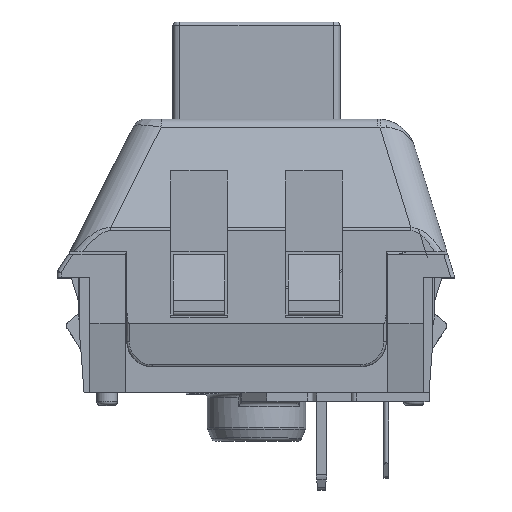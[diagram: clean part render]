
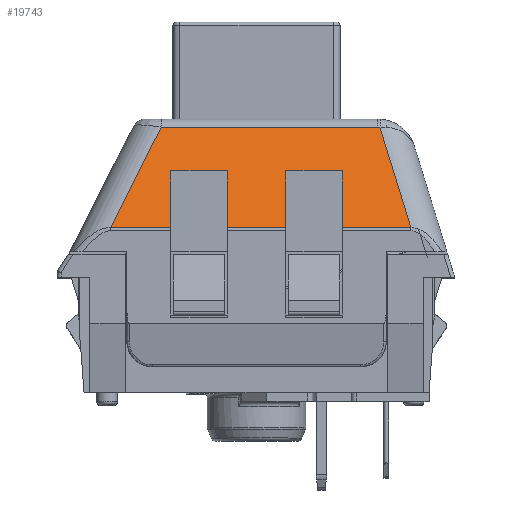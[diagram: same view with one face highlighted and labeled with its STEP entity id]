
A CAD part, top view. The second image highlights one B-rep face of the part: STEP entity #19743.
In plain terms, the highlighted planar face has unit normal (0, 0.367, 0.93).
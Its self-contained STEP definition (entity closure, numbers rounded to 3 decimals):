
#612=DIRECTION('',(-1.,0.,0.));
#613=VECTOR('',#612,8.479);
#614=CARTESIAN_POINT('',(12.542,12.284,-1.575));
#615=LINE('',#614,#613);
#1192=DIRECTION('',(1.,0.,0.));
#1193=VECTOR('',#1192,2.358);
#1194=CARTESIAN_POINT('',(2.092,8.341,
-0.021));
#1195=LINE('',#1194,#1193);
#1201=DIRECTION('',(0.422,0.844,-0.333));
#1202=VECTOR('',#1201,4.674);
#1203=CARTESIAN_POINT('',(2.092,8.341,
-0.021));
#1204=LINE('',#1203,#1202);
#1205=CARTESIAN_POINT('',(12.542,11.418,-1.234));
#1206=DIRECTION('',(0.,-0.367,-0.93));
#1207=DIRECTION('',(0.,0.93,-0.367));
#1208=AXIS2_PLACEMENT_3D('',#1205,#1206,#1207);
#1210=DIRECTION('',(0.275,-0.894,0.353));
#1211=VECTOR('',#1210,4.404);
#1212=CARTESIAN_POINT('',(12.628,12.28,-1.574));
#1213=LINE('',#1212,#1211);
#12160=DIRECTION('',(1.,0.,0.));
#12161=VECTOR('',#12160,2.69);
#12162=CARTESIAN_POINT('',(11.15,8.341,-0.021));
#12163=LINE('',#12162,#12161);
#12194=DIRECTION('',(0.,-0.93,0.367));
#12195=VECTOR('',#12194,2.397);
#12196=CARTESIAN_POINT('',(11.15,10.571,-0.9));
#12197=LINE('',#12196,#12195);
#12470=DIRECTION('',(0.,0.93,-0.367));
#12471=VECTOR('',#12470,2.397);
#12472=CARTESIAN_POINT('',(8.95,8.341,-0.021));
#12473=LINE('',#12472,#12471);
#12490=DIRECTION('',(1.,0.,0.));
#12491=VECTOR('',#12490,2.3);
#12492=CARTESIAN_POINT('',(6.65,8.341,-0.021));
#12493=LINE('',#12492,#12491);
#12503=DIRECTION('',(0.,-0.93,0.367));
#12504=VECTOR('',#12503,2.397);
#12505=CARTESIAN_POINT('',(6.65,10.571,-0.9));
#12506=LINE('',#12505,#12504);
#12524=DIRECTION('',(0.,0.93,-0.367));
#12525=VECTOR('',#12524,2.397);
#12526=CARTESIAN_POINT('',(4.45,8.341,-0.021));
#12527=LINE('',#12526,#12525);
#12532=DIRECTION('',(1.,0.,0.));
#12533=VECTOR('',#12532,2.2);
#12534=CARTESIAN_POINT('',(4.45,10.571,-0.9));
#12535=LINE('',#12534,#12533);
#12536=DIRECTION('',(1.,0.,0.));
#12537=VECTOR('',#12536,2.2);
#12538=CARTESIAN_POINT('',(8.95,10.571,-0.9));
#12539=LINE('',#12538,#12537);
#16667=CARTESIAN_POINT('',(12.628,12.28,
-1.574));
#16668=VERTEX_POINT('',#16667);
#16669=CARTESIAN_POINT('',(2.092,8.341,
-0.021));
#16670=CARTESIAN_POINT('',(4.063,12.284,
-1.575));
#16671=VERTEX_POINT('',#16669);
#16672=VERTEX_POINT('',#16670);
#16673=CARTESIAN_POINT('',(12.542,12.284,
-1.575));
#16674=VERTEX_POINT('',#16673);
#16675=CARTESIAN_POINT('',(13.84,8.341,
-0.021));
#16676=VERTEX_POINT('',#16675);
#16683=CARTESIAN_POINT('',(4.45,8.341,-0.021));
#16684=VERTEX_POINT('',#16683);
#16687=CARTESIAN_POINT('',(4.45,10.571,-0.9));
#16688=VERTEX_POINT('',#16687);
#16691=CARTESIAN_POINT('',(6.65,10.571,-0.9));
#16692=VERTEX_POINT('',#16691);
#16696=CARTESIAN_POINT('',(11.15,10.571,-0.9));
#16698=VERTEX_POINT('',#16696);
#16699=CARTESIAN_POINT('',(8.95,10.571,-0.9));
#16701=VERTEX_POINT('',#16699);
#16703=CARTESIAN_POINT('',(6.65,8.341,-0.021));
#16704=VERTEX_POINT('',#16703);
#16709=CARTESIAN_POINT('',(8.95,8.341,-0.021));
#16710=VERTEX_POINT('',#16709);
#16964=CARTESIAN_POINT('',(11.15,8.341,-0.021));
#16965=VERTEX_POINT('',#16964);
#19714=CARTESIAN_POINT('',(7.966,10.313,
-0.798));
#19715=DIRECTION('',(0.,0.367,0.93));
#19716=DIRECTION('',(0.,0.93,-0.367));
#19717=AXIS2_PLACEMENT_3D('',#19714,#19715,#19716);
#19718=PLANE('',#19717);
#19720=ORIENTED_EDGE('',*,*,#19719,.T.);
#19721=ORIENTED_EDGE('',*,*,#18481,.F.);
#19722=ORIENTED_EDGE('',*,*,#18497,.T.);
#19723=ORIENTED_EDGE('',*,*,#19596,.T.);
#19725=ORIENTED_EDGE('',*,*,#19724,.F.);
#19727=ORIENTED_EDGE('',*,*,#19726,.F.);
#19729=ORIENTED_EDGE('',*,*,#19728,.F.);
#19731=ORIENTED_EDGE('',*,*,#19730,.F.);
#19733=ORIENTED_EDGE('',*,*,#19732,.F.);
#19735=ORIENTED_EDGE('',*,*,#19734,.F.);
#19737=ORIENTED_EDGE('',*,*,#19736,.F.);
#19739=ORIENTED_EDGE('',*,*,#19738,.F.);
#19740=ORIENTED_EDGE('',*,*,#19704,.F.);
#19741=EDGE_LOOP('',(#19720,#19721,#19722,#19723,#19725,#19727,#19729,#19731,
#19733,#19735,#19737,#19739,#19740));
#19742=FACE_OUTER_BOUND('',#19741,.F.);
#19743=ADVANCED_FACE('',(#19742),#19718,.T.);
#1209=CIRCLE('',#1208,0.931);
#18481=EDGE_CURVE('',#16674,#16672,#615,.T.);
#18497=EDGE_CURVE('',#16674,#16668,#1209,.T.);
#19596=EDGE_CURVE('',#16668,#16676,#1213,.T.);
#19704=EDGE_CURVE('',#16671,#16684,#1195,.T.);
#19719=EDGE_CURVE('',#16671,#16672,#1204,.T.);
#19724=EDGE_CURVE('',#16965,#16676,#12163,.T.);
#19726=EDGE_CURVE('',#16698,#16965,#12197,.T.);
#19728=EDGE_CURVE('',#16701,#16698,#12539,.T.);
#19730=EDGE_CURVE('',#16710,#16701,#12473,.T.);
#19732=EDGE_CURVE('',#16704,#16710,#12493,.T.);
#19734=EDGE_CURVE('',#16692,#16704,#12506,.T.);
#19736=EDGE_CURVE('',#16688,#16692,#12535,.T.);
#19738=EDGE_CURVE('',#16684,#16688,#12527,.T.);
